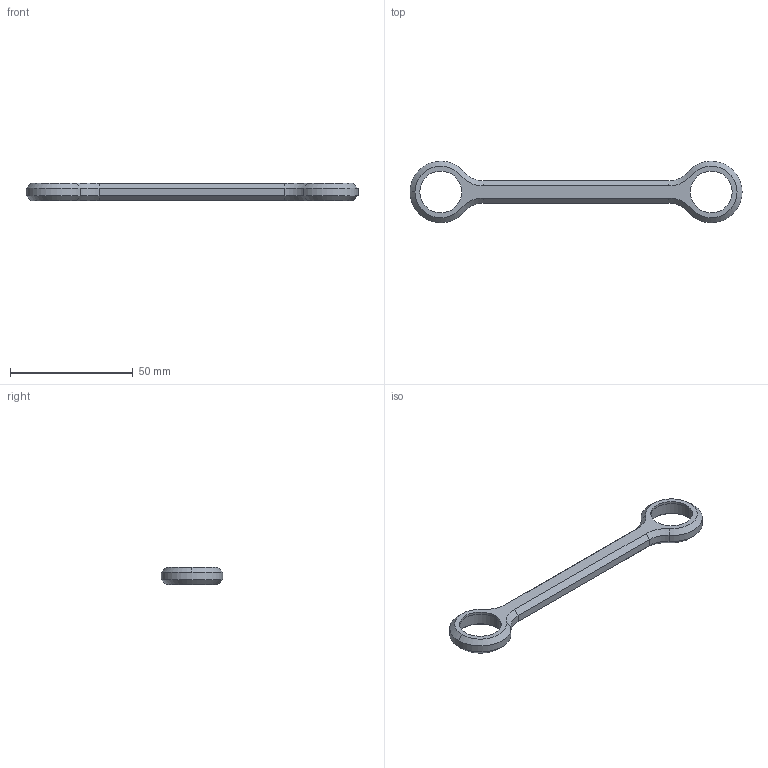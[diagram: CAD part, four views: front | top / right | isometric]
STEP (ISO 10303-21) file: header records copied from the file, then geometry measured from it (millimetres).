
FILE_DESCRIPTION (( 'STEP AP214' ), '1' );
FILE_NAME ('傻蟀裝.STEP', '2025-04-21T10:54:29', ( 'Windows User' ), ( 'P R C' ), 'SwSTEP 2.0', 'SolidWorks 2020', '' );
FILE_SCHEMA (( 'AUTOMOTIVE_DESIGN' ));
Length unit declared in the file: millimetre
Products named in the file (1): 傻蟀裝
Bounding box: 135 x 25 x 7 mm (x, y, z)
Volume: 7289.4 mm3; surface area: 4841.2 mm2
Topology: 1 solids, 1 shells, 43 faces, 96 edges, 57 vertices
Faces by surface type: cone 18, cylinder 15, plane 10
Entity records: 1233 total; most frequent: DIRECTION 233, CARTESIAN_POINT 197, ORIENTED_EDGE 192, EDGE_CURVE 96, AXIS2_PLACEMENT_3D 93, VERTEX_POINT 57, CIRCLE 49, EDGE_LOOP 49
